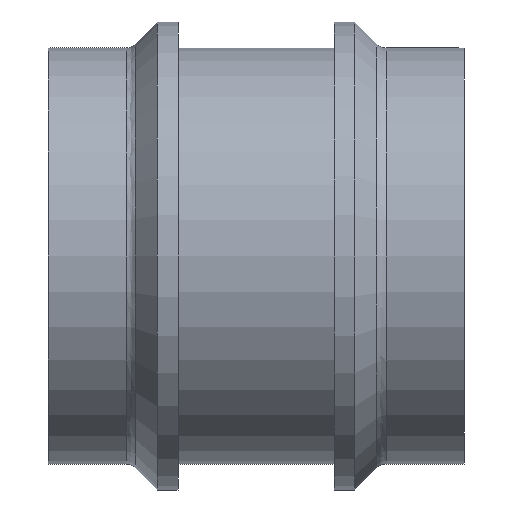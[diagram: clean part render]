
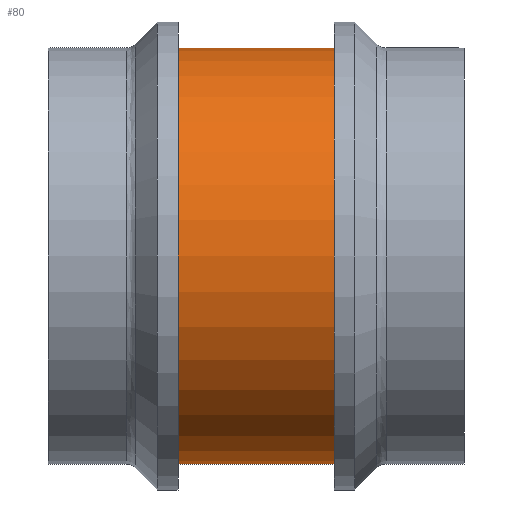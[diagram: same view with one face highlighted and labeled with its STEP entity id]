
A CAD part, front view. The second image highlights one B-rep face of the part: STEP entity #80.
In plain terms, the highlighted cylindrical face has radius 80 mm (diameter 160 mm), a full revolution.
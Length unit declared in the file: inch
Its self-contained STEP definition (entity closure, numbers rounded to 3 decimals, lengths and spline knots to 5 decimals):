
#6 = ORIENTED_EDGE ( 'NONE', *, *, #402, .F. ) ;
#36 = EDGE_LOOP ( 'NONE', ( #339 ) ) ;
#47 = EDGE_LOOP ( 'NONE', ( #6 ) ) ;
#80 = ADVANCED_FACE ( 'NONE', ( #329, #314 ), #356, .T. ) ;
#87 = EDGE_CURVE ( 'NONE', #149, #149, #243, .T. ) ;
#100 = DIRECTION ( 'NONE',  ( 0., 0., -1. ) ) ;
#106 = CARTESIAN_POINT ( 'NONE',  ( 4.33071, 0., 0. ) ) ;
#149 = VERTEX_POINT ( 'NONE', #391 ) ;
#167 = CARTESIAN_POINT ( 'NONE',  ( 3.14961, 0., 0. ) ) ;
#171 = AXIS2_PLACEMENT_3D ( 'NONE', #106, #334, #359 ) ;
#181 = CIRCLE ( 'NONE', #252, 3.14961 ) ;
#192 = AXIS2_PLACEMENT_3D ( 'NONE', #167, #416, #100 ) ;
#213 = VERTEX_POINT ( 'NONE', #250 ) ;
#228 = DIRECTION ( 'NONE',  ( 0., 0., -1. ) ) ;
#243 = CIRCLE ( 'NONE', #171, 3.14961 ) ;
#250 = CARTESIAN_POINT ( 'NONE',  ( 1.9685, 0., -3.14961 ) ) ;
#252 = AXIS2_PLACEMENT_3D ( 'NONE', #301, #326, #228 ) ;
#301 = CARTESIAN_POINT ( 'NONE',  ( 1.9685, 0., 0. ) ) ;
#314 = FACE_OUTER_BOUND ( 'NONE', #36, .T. ) ;
#326 = DIRECTION ( 'NONE',  ( -1., 0., 0. ) ) ;
#329 = FACE_OUTER_BOUND ( 'NONE', #47, .T. ) ;
#334 = DIRECTION ( 'NONE',  ( 1., 0., 0. ) ) ;
#339 = ORIENTED_EDGE ( 'NONE', *, *, #87, .F. ) ;
#356 = CYLINDRICAL_SURFACE ( 'NONE', #192, 3.14961 ) ;
#359 = DIRECTION ( 'NONE',  ( 0., 0., -1. ) ) ;
#391 = CARTESIAN_POINT ( 'NONE',  ( 4.33071, 0., -3.14961 ) ) ;
#402 = EDGE_CURVE ( 'NONE', #213, #213, #181, .T. ) ;
#416 = DIRECTION ( 'NONE',  ( 1., 0., 0. ) ) ;
